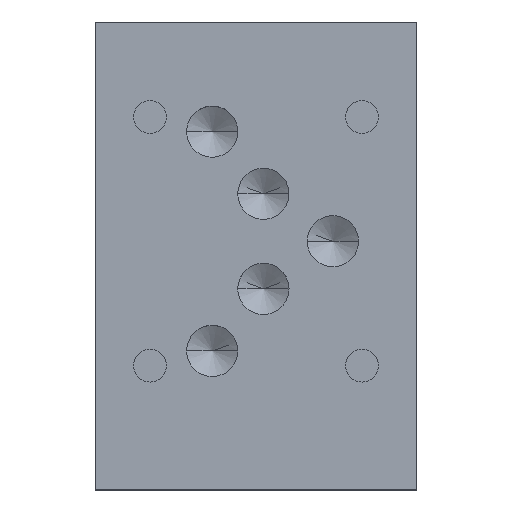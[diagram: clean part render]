
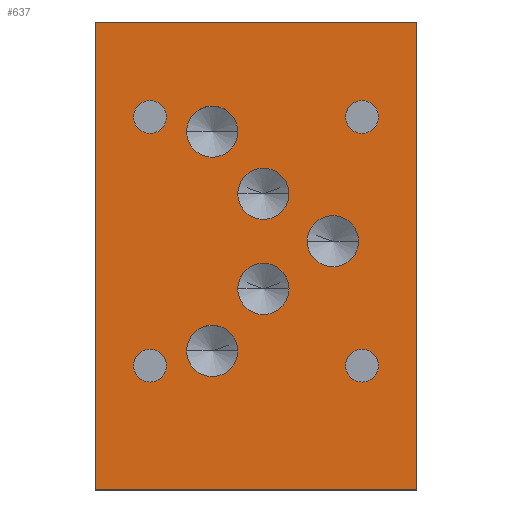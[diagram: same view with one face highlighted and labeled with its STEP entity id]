
A CAD part, top view. The second image highlights one B-rep face of the part: STEP entity #637.
In plain terms, the highlighted planar face has unit normal (0, 0, 1).
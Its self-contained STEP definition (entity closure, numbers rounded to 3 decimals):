
#73=CARTESIAN_POINT('',(57.175,53.975,25.4));
#74=VERTEX_POINT('',#73);
#75=CARTESIAN_POINT('',(51.613,53.975,25.4));
#76=DIRECTION('',(0.0,0.0,-1.0));
#77=DIRECTION('',(1.0,0.0,0.0));
#78=AXIS2_PLACEMENT_3D('',#75,#76,#77);
#79=CIRCLE('',#78,5.563);
#80=EDGE_CURVE('',#74,#74,#79,.T.);
#144=CARTESIAN_POINT('',(30.983,77.787,25.4));
#145=VERTEX_POINT('',#144);
#146=CARTESIAN_POINT('',(25.42,77.787,25.4));
#147=DIRECTION('',(0.0,0.0,-1.0));
#148=DIRECTION('',(1.0,0.0,0.0));
#149=AXIS2_PLACEMENT_3D('',#146,#147,#148);
#150=CIRCLE('',#149,5.563);
#151=EDGE_CURVE('',#145,#145,#150,.T.);
#215=CARTESIAN_POINT('',(42.088,64.292,25.4));
#216=VERTEX_POINT('',#215);
#217=CARTESIAN_POINT('',(36.525,64.292,25.4));
#218=DIRECTION('',(0.0,0.0,-1.0));
#219=DIRECTION('',(1.0,0.0,0.0));
#220=AXIS2_PLACEMENT_3D('',#217,#218,#219);
#221=CIRCLE('',#220,5.563);
#222=EDGE_CURVE('',#216,#216,#221,.T.);
#286=CARTESIAN_POINT('',(42.095,43.658,25.4));
#287=VERTEX_POINT('',#286);
#288=CARTESIAN_POINT('',(36.533,43.658,25.4));
#289=DIRECTION('',(0.0,0.0,-1.0));
#290=DIRECTION('',(1.0,0.0,0.0));
#291=AXIS2_PLACEMENT_3D('',#288,#289,#290);
#292=CIRCLE('',#291,5.563);
#293=EDGE_CURVE('',#287,#287,#292,.T.);
#357=CARTESIAN_POINT('',(30.983,30.162,25.4));
#358=VERTEX_POINT('',#357);
#359=CARTESIAN_POINT('',(25.42,30.162,25.4));
#360=DIRECTION('',(0.0,0.0,-1.0));
#361=DIRECTION('',(1.0,0.0,0.0));
#362=AXIS2_PLACEMENT_3D('',#359,#360,#361);
#363=CIRCLE('',#362,5.563);
#364=EDGE_CURVE('',#358,#358,#363,.T.);
#428=CARTESIAN_POINT('',(15.481,80.975,25.4));
#429=VERTEX_POINT('',#428);
#430=CARTESIAN_POINT('',(11.913,80.975,25.4));
#431=DIRECTION('',(0.0,0.0,-1.0));
#432=DIRECTION('',(1.0,0.0,0.0));
#433=AXIS2_PLACEMENT_3D('',#430,#431,#432);
#434=CIRCLE('',#433,3.569);
#435=EDGE_CURVE('',#429,#429,#434,.T.);
#465=CARTESIAN_POINT('',(61.531,80.975,25.4));
#466=VERTEX_POINT('',#465);
#467=CARTESIAN_POINT('',(57.963,80.975,25.4));
#468=DIRECTION('',(0.0,0.0,-1.0));
#469=DIRECTION('',(1.0,0.0,0.0));
#470=AXIS2_PLACEMENT_3D('',#467,#468,#469);
#471=CIRCLE('',#470,3.569);
#472=EDGE_CURVE('',#466,#466,#471,.T.);
#502=CARTESIAN_POINT('',(61.531,26.975,25.4));
#503=VERTEX_POINT('',#502);
#504=CARTESIAN_POINT('',(57.963,26.975,25.4));
#505=DIRECTION('',(0.0,0.0,-1.0));
#506=DIRECTION('',(1.0,0.0,0.0));
#507=AXIS2_PLACEMENT_3D('',#504,#505,#506);
#508=CIRCLE('',#507,3.569);
#509=EDGE_CURVE('',#503,#503,#508,.T.);
#539=CARTESIAN_POINT('',(15.481,26.975,25.4));
#540=VERTEX_POINT('',#539);
#541=CARTESIAN_POINT('',(11.913,26.975,25.4));
#542=DIRECTION('',(0.0,0.0,-1.0));
#543=DIRECTION('',(1.0,0.0,0.0));
#544=AXIS2_PLACEMENT_3D('',#541,#542,#543);
#545=CIRCLE('',#544,3.569);
#546=EDGE_CURVE('',#540,#540,#545,.T.);
#571=CARTESIAN_POINT('',(0.0,101.6,25.4));
#572=DIRECTION('',(0.0,0.0,-1.0));
#573=DIRECTION('',(-1.0,0.0,0.0));
#574=AXIS2_PLACEMENT_3D('',#571,#572,#573);
#575=PLANE('',#574);
#576=CARTESIAN_POINT('',(0.0,0.0,25.4));
#577=VERTEX_POINT('',#576);
#578=CARTESIAN_POINT('',(0.0,101.6,25.4));
#579=VERTEX_POINT('',#578);
#580=CARTESIAN_POINT('',(0.0,0.0,25.4));
#581=DIRECTION('',(0.0,1.0,0.0));
#582=VECTOR('',#581,101.6);
#583=LINE('',#580,#582);
#584=EDGE_CURVE('',#577,#579,#583,.T.);
#585=ORIENTED_EDGE('',*,*,#584,.F.);
#586=CARTESIAN_POINT('',(69.85,0.0,25.4));
#587=VERTEX_POINT('',#586);
#588=CARTESIAN_POINT('',(69.85,0.0,25.4));
#589=DIRECTION('',(-1.0,0.0,0.0));
#590=VECTOR('',#589,69.85);
#591=LINE('',#588,#590);
#592=EDGE_CURVE('',#587,#577,#591,.T.);
#593=ORIENTED_EDGE('',*,*,#592,.F.);
#594=CARTESIAN_POINT('',(69.85,101.6,25.4));
#595=VERTEX_POINT('',#594);
#596=CARTESIAN_POINT('',(69.85,101.6,25.4));
#597=DIRECTION('',(0.0,-1.0,0.0));
#598=VECTOR('',#597,101.6);
#599=LINE('',#596,#598);
#600=EDGE_CURVE('',#595,#587,#599,.T.);
#601=ORIENTED_EDGE('',*,*,#600,.F.);
#602=CARTESIAN_POINT('',(0.0,101.6,25.4));
#603=DIRECTION('',(1.0,0.0,0.0));
#604=VECTOR('',#603,69.85);
#605=LINE('',#602,#604);
#606=EDGE_CURVE('',#579,#595,#605,.T.);
#607=ORIENTED_EDGE('',*,*,#606,.F.);
#608=EDGE_LOOP('',(#585,#593,#601,#607));
#609=FACE_OUTER_BOUND('',#608,.T.);
#610=ORIENTED_EDGE('',*,*,#80,.T.);
#611=EDGE_LOOP('',(#610));
#612=FACE_BOUND('',#611,.T.);
#613=ORIENTED_EDGE('',*,*,#151,.T.);
#614=EDGE_LOOP('',(#613));
#615=FACE_BOUND('',#614,.T.);
#616=ORIENTED_EDGE('',*,*,#222,.T.);
#617=EDGE_LOOP('',(#616));
#618=FACE_BOUND('',#617,.T.);
#619=ORIENTED_EDGE('',*,*,#293,.T.);
#620=EDGE_LOOP('',(#619));
#621=FACE_BOUND('',#620,.T.);
#622=ORIENTED_EDGE('',*,*,#364,.T.);
#623=EDGE_LOOP('',(#622));
#624=FACE_BOUND('',#623,.T.);
#625=ORIENTED_EDGE('',*,*,#435,.T.);
#626=EDGE_LOOP('',(#625));
#627=FACE_BOUND('',#626,.T.);
#628=ORIENTED_EDGE('',*,*,#472,.T.);
#629=EDGE_LOOP('',(#628));
#630=FACE_BOUND('',#629,.T.);
#631=ORIENTED_EDGE('',*,*,#509,.T.);
#632=EDGE_LOOP('',(#631));
#633=FACE_BOUND('',#632,.T.);
#634=ORIENTED_EDGE('',*,*,#546,.T.);
#635=EDGE_LOOP('',(#634));
#636=FACE_BOUND('',#635,.T.);
#637=ADVANCED_FACE('',(#609,#612,#615,#618,#621,#624,#627,#630,#633,#636),#575,.F.);
